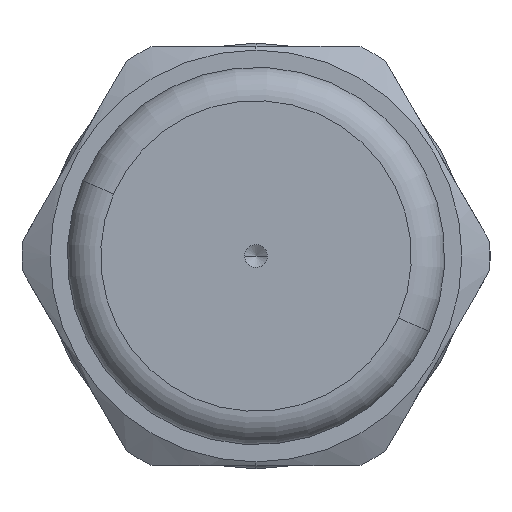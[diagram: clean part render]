
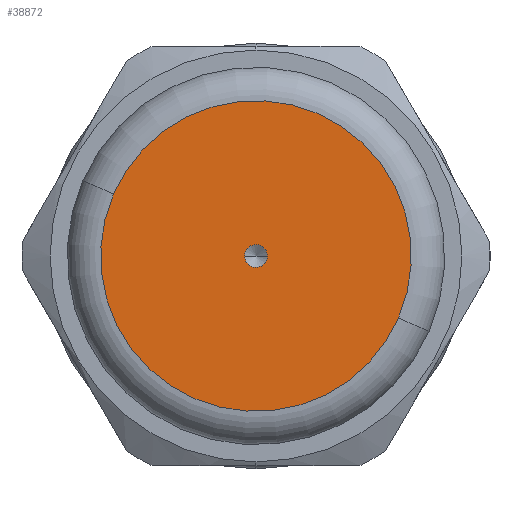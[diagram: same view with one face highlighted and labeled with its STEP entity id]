
A CAD part, left-side view. The second image highlights one B-rep face of the part: STEP entity #38872.
In plain terms, the highlighted planar face has unit normal (-1, 0, 0).
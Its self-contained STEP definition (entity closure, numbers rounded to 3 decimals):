
#2467 = VERTEX_POINT ( 'NONE', #5518 ) ;
#4353 = CIRCLE ( 'NONE', #25192, 0.6 ) ;
#4916 = CARTESIAN_POINT ( 'NONE',  ( -232.837, 0., 0. ) ) ;
#5518 = CARTESIAN_POINT ( 'NONE',  ( -232.837, 0.55, 0.24 ) ) ;
#10352 = CARTESIAN_POINT ( 'NONE',  ( -232.837, 0., 0. ) ) ;
#12056 = DIRECTION ( 'NONE',  ( 1., 0., 0. ) ) ;
#12606 = EDGE_CURVE ( 'NONE', #20464, #2467, #45841, .T. ) ;
#13724 = FACE_BOUND ( 'NONE', #32956, .T. ) ;
#13753 = DIRECTION ( 'NONE',  ( 1., 0., 0. ) ) ;
#13982 = CIRCLE ( 'NONE', #53451, 8.23 ) ;
#14148 = CARTESIAN_POINT ( 'NONE',  ( -232.837, 0., 0. ) ) ;
#16857 = DIRECTION ( 'NONE',  ( 0., -0.917, -0.399 ) ) ;
#16913 = PLANE ( 'NONE',  #57440 ) ;
#17246 = CARTESIAN_POINT ( 'NONE',  ( -232.837, 0., 0. ) ) ;
#18277 = DIRECTION ( 'NONE',  ( 1., 0., 0. ) ) ;
#20464 = VERTEX_POINT ( 'NONE', #56221 ) ;
#22326 = FACE_OUTER_BOUND ( 'NONE', #54825, .T. ) ;
#23592 = VERTEX_POINT ( 'NONE', #32583 ) ;
#23747 = DIRECTION ( 'NONE',  ( 1., 0., 0. ) ) ;
#23948 = DIRECTION ( 'NONE',  ( 0., -0.917, -0.399 ) ) ;
#24082 = EDGE_CURVE ( 'NONE', #2467, #20464, #4353, .T. ) ;
#24796 = EDGE_CURVE ( 'NONE', #23592, #57670, #26461, .T. ) ;
#25192 = AXIS2_PLACEMENT_3D ( 'NONE', #14148, #13753, #27143 ) ;
#26108 = DIRECTION ( 'NONE',  ( 0., 0.917, 0.399 ) ) ;
#26461 = CIRCLE ( 'NONE', #52643, 8.23 ) ;
#26814 = ORIENTED_EDGE ( 'NONE', *, *, #24082, .T. ) ;
#27143 = DIRECTION ( 'NONE',  ( 0., -0.917, -0.399 ) ) ;
#27477 = DIRECTION ( 'NONE',  ( 0., -0.917, -0.399 ) ) ;
#31210 = ORIENTED_EDGE ( 'NONE', *, *, #24796, .F. ) ;
#32583 = CARTESIAN_POINT ( 'NONE',  ( -232.837, 7.545, 3.288 ) ) ;
#32956 = EDGE_LOOP ( 'NONE', ( #52370, #26814 ) ) ;
#38872 = ADVANCED_FACE ( 'NONE', ( #13724, #22326 ), #16913, .T. ) ;
#39502 = ORIENTED_EDGE ( 'NONE', *, *, #51716, .F. ) ;
#45016 = CARTESIAN_POINT ( 'NONE',  ( -232.837, -0.55, -0.24 ) ) ;
#45841 = CIRCLE ( 'NONE', #48648, 0.6 ) ;
#47832 = CARTESIAN_POINT ( 'NONE',  ( -232.837, -7.545, -3.288 ) ) ;
#48648 = AXIS2_PLACEMENT_3D ( 'NONE', #10352, #23747, #23948 ) ;
#51716 = EDGE_CURVE ( 'NONE', #57670, #23592, #13982, .T. ) ;
#52370 = ORIENTED_EDGE ( 'NONE', *, *, #12606, .T. ) ;
#52643 = AXIS2_PLACEMENT_3D ( 'NONE', #17246, #12056, #16857 ) ;
#53378 = DIRECTION ( 'NONE',  ( -1., 0., 0. ) ) ;
#53451 = AXIS2_PLACEMENT_3D ( 'NONE', #4916, #18277, #27477 ) ;
#54825 = EDGE_LOOP ( 'NONE', ( #39502, #31210 ) ) ;
#56221 = CARTESIAN_POINT ( 'NONE',  ( -232.837, -0.55, -0.24 ) ) ;
#57440 = AXIS2_PLACEMENT_3D ( 'NONE', #45016, #53378, #26108 ) ;
#57670 = VERTEX_POINT ( 'NONE', #47832 ) ;
